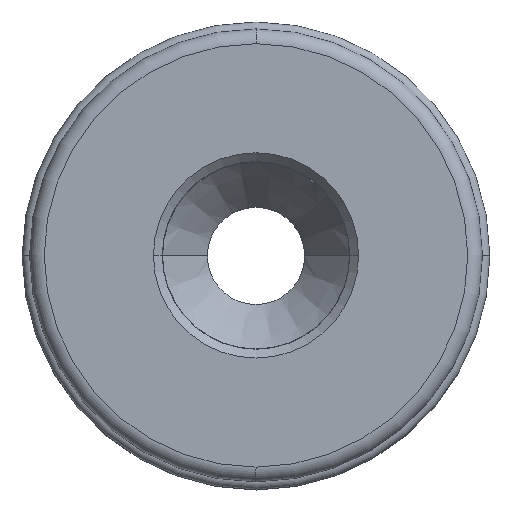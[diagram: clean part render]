
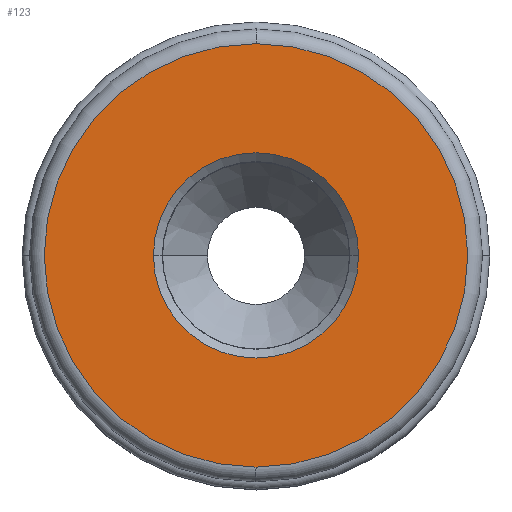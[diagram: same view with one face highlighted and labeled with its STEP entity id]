
A CAD part, top view. The second image highlights one B-rep face of the part: STEP entity #123.
In plain terms, the highlighted planar face has unit normal (0, 0, 1).
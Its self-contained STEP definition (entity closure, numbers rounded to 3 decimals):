
#73=PLANE('',#1225);
#80=FACE_BOUND('',#258,.T.);
#81=FACE_BOUND('',#259,.T.);
#123=ADVANCED_FACE('',(#80,#81),#73,.F.);
#258=EDGE_LOOP('',(#376,#377,#378,#379));
#259=EDGE_LOOP('',(#380,#381,#382,#383));
#376=ORIENTED_EDGE('',*,*,#742,.F.);
#377=ORIENTED_EDGE('',*,*,#743,.T.);
#378=ORIENTED_EDGE('',*,*,#744,.T.);
#379=ORIENTED_EDGE('',*,*,#745,.T.);
#380=ORIENTED_EDGE('',*,*,#746,.T.);
#381=ORIENTED_EDGE('',*,*,#747,.T.);
#382=ORIENTED_EDGE('',*,*,#748,.T.);
#383=ORIENTED_EDGE('',*,*,#749,.T.);
#630=VERTEX_POINT('',#2209);
#631=VERTEX_POINT('',#2210);
#632=VERTEX_POINT('',#2212);
#633=VERTEX_POINT('',#2214);
#634=VERTEX_POINT('',#2217);
#635=VERTEX_POINT('',#2218);
#636=VERTEX_POINT('',#2220);
#637=VERTEX_POINT('',#2222);
#742=EDGE_CURVE('',#630,#631,#899,.T.);
#743=EDGE_CURVE('',#630,#632,#900,.T.);
#744=EDGE_CURVE('',#632,#633,#901,.T.);
#745=EDGE_CURVE('',#633,#631,#902,.T.);
#746=EDGE_CURVE('',#634,#635,#903,.T.);
#747=EDGE_CURVE('',#635,#636,#904,.T.);
#748=EDGE_CURVE('',#636,#637,#905,.T.);
#749=EDGE_CURVE('',#637,#634,#906,.T.);
#899=CIRCLE('',#1217,28.75);
#900=CIRCLE('',#1218,28.75);
#901=CIRCLE('',#1219,28.75);
#902=CIRCLE('',#1220,28.75);
#903=CIRCLE('',#1221,13.935);
#904=CIRCLE('',#1222,13.935);
#905=CIRCLE('',#1223,13.935);
#906=CIRCLE('',#1224,13.935);
#1217=AXIS2_PLACEMENT_3D('',#2208,#1460,#1461);
#1218=AXIS2_PLACEMENT_3D('',#2211,#1462,#1463);
#1219=AXIS2_PLACEMENT_3D('',#2213,#1464,#1465);
#1220=AXIS2_PLACEMENT_3D('',#2215,#1466,#1467);
#1221=AXIS2_PLACEMENT_3D('',#2216,#1468,#1469);
#1222=AXIS2_PLACEMENT_3D('',#2219,#1470,#1471);
#1223=AXIS2_PLACEMENT_3D('',#2221,#1472,#1473);
#1224=AXIS2_PLACEMENT_3D('',#2223,#1474,#1475);
#1225=AXIS2_PLACEMENT_3D('',#2224,#1476,#1477);
#1460=DIRECTION('',(0.,0.,-1.));
#1461=DIRECTION('',(0.001,-1.,0.));
#1462=DIRECTION('',(0.,0.,1.));
#1463=DIRECTION('',(0.,1.,0.));
#1464=DIRECTION('',(0.,0.,1.));
#1465=DIRECTION('',(-0.001,1.,0.));
#1466=DIRECTION('',(0.,0.,1.));
#1467=DIRECTION('',(0.001,-1.,0.));
#1468=DIRECTION('',(0.,0.,-1.));
#1469=DIRECTION('',(0.,-1.,0.));
#1470=DIRECTION('',(0.,0.,-1.));
#1471=DIRECTION('',(-1.,0.,0.));
#1472=DIRECTION('',(0.,0.,-1.));
#1473=DIRECTION('',(0.,1.,0.));
#1474=DIRECTION('',(0.,0.,-1.));
#1475=DIRECTION('',(1.,0.,0.));
#1476=DIRECTION('',(0.,0.,-1.));
#1477=DIRECTION('',(0.,-1.,0.));
#2208=CARTESIAN_POINT('',(0.,0.,0.));
#2209=CARTESIAN_POINT('',(0.,28.75,0.));
#2210=CARTESIAN_POINT('',(0.015,-28.75,0.));
#2211=CARTESIAN_POINT('',(0.,0.,0.));
#2212=CARTESIAN_POINT('',(-0.015,28.75,0.));
#2213=CARTESIAN_POINT('',(0.,0.,0.));
#2214=CARTESIAN_POINT('',(0.,-28.75,0.));
#2215=CARTESIAN_POINT('',(0.,0.,0.));
#2216=CARTESIAN_POINT('',(0.,0.,0.));
#2217=CARTESIAN_POINT('',(0.,-13.935,0.));
#2218=CARTESIAN_POINT('',(-13.935,0.,0.));
#2219=CARTESIAN_POINT('',(0.,0.,0.));
#2220=CARTESIAN_POINT('',(0.,13.935,0.));
#2221=CARTESIAN_POINT('',(0.,0.,0.));
#2222=CARTESIAN_POINT('',(13.935,0.,0.));
#2223=CARTESIAN_POINT('',(0.,0.,0.));
#2224=CARTESIAN_POINT('',(0.,0.,0.));
